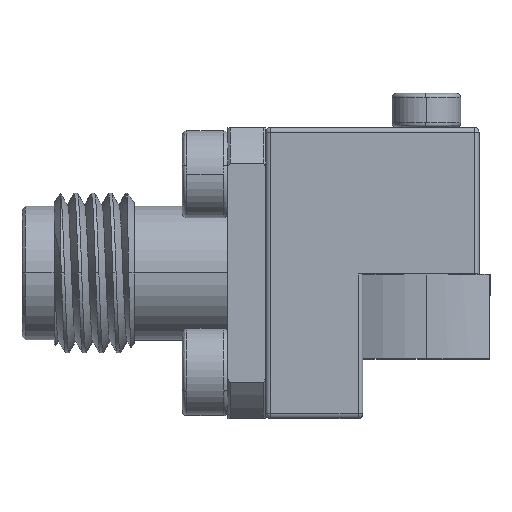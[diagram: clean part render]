
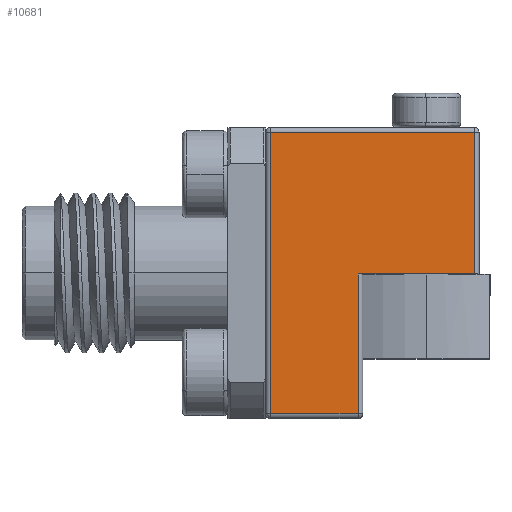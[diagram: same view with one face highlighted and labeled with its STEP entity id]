
A CAD part, top view. The second image highlights one B-rep face of the part: STEP entity #10681.
In plain terms, the highlighted planar face has unit normal (0, 0, 1).
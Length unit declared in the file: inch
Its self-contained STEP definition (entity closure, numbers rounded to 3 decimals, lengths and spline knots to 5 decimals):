
#147 = VERTEX_POINT ( 'NONE', #11224 ) ;
#414 = VECTOR ( 'NONE', #24967, 39.37008 ) ;
#570 = LINE ( 'NONE', #9301, #19841 ) ;
#1173 = VERTEX_POINT ( 'NONE', #25484 ) ;
#1366 = AXIS2_PLACEMENT_3D ( 'NONE', #14701, #25467, #5915 ) ;
#1380 = LINE ( 'NONE', #6256, #28460 ) ;
#1624 = DIRECTION ( 'NONE',  ( 0., 1., 0. ) ) ;
#1835 = DIRECTION ( 'NONE',  ( 1., 0., 0. ) ) ;
#2105 = CARTESIAN_POINT ( 'NONE',  ( 0.5287, 0.26824, 0.25 ) ) ;
#2350 = CARTESIAN_POINT ( 'NONE',  ( 0.32083, 0.02414, 0.25 ) ) ;
#2509 = DIRECTION ( 'NONE',  ( 1., 0., 0. ) ) ;
#5153 = CARTESIAN_POINT ( 'NONE',  ( 0.52083, 0.26824, 0.25 ) ) ;
#5775 = PLANE ( 'NONE',  #1366 ) ;
#5915 = DIRECTION ( 'NONE',  ( 0., -1., 0. ) ) ;
#6256 = CARTESIAN_POINT ( 'NONE',  ( 0.32083, 0.26824, 0.25 ) ) ;
#7124 = DIRECTION ( 'NONE',  ( -1., 0., 0. ) ) ;
#7204 = ORIENTED_EDGE ( 'NONE', *, *, #22415, .T. ) ;
#8300 = VERTEX_POINT ( 'NONE', #13837 ) ;
#8499 = CARTESIAN_POINT ( 'NONE',  ( 0.5287, 0.02414, 0.25 ) ) ;
#9070 = VECTOR ( 'NONE', #1835, 39.37008 ) ;
#9246 = EDGE_CURVE ( 'NONE', #8300, #18778, #570, .T. ) ;
#9301 = CARTESIAN_POINT ( 'NONE',  ( 0.5287, -0.21601, 0.25 ) ) ;
#9957 = VECTOR ( 'NONE', #1624, 39.37008 ) ;
#10681 = ADVANCED_FACE ( 'NONE', ( #26171 ), #5775, .T. ) ;
#10792 = CARTESIAN_POINT ( 'NONE',  ( 0.16965, 0.26824, 0.25 ) ) ;
#10829 = EDGE_CURVE ( 'NONE', #26032, #147, #24376, .T. ) ;
#11224 = CARTESIAN_POINT ( 'NONE',  ( 0.52083, 0.02414, 0.25 ) ) ;
#11228 = ORIENTED_EDGE ( 'NONE', *, *, #9246, .T. ) ;
#11249 = CARTESIAN_POINT ( 'NONE',  ( 0.5287, 0.02414, 0.25 ) ) ;
#12347 = EDGE_CURVE ( 'NONE', #29063, #1173, #22480, .T. ) ;
#12882 = LINE ( 'NONE', #10792, #14708 ) ;
#13183 = LINE ( 'NONE', #14983, #9957 ) ;
#13837 = CARTESIAN_POINT ( 'NONE',  ( 0.16965, -0.21601, 0.25 ) ) ;
#14117 = EDGE_CURVE ( 'NONE', #18778, #15304, #1380, .T. ) ;
#14701 = CARTESIAN_POINT ( 'NONE',  ( 0.5287, 0.26824, 0.25 ) ) ;
#14708 = VECTOR ( 'NONE', #17068, 39.37008 ) ;
#14921 = CARTESIAN_POINT ( 'NONE',  ( 0.32083, -0.21601, 0.25 ) ) ;
#14983 = CARTESIAN_POINT ( 'NONE',  ( 0.52083, 0.26824, 0.25 ) ) ;
#15150 = EDGE_CURVE ( 'NONE', #8300, #1173, #12882, .T. ) ;
#15304 = VERTEX_POINT ( 'NONE', #2350 ) ;
#15787 = LINE ( 'NONE', #8499, #9070 ) ;
#16060 = EDGE_CURVE ( 'NONE', #147, #29063, #13183, .T. ) ;
#16509 = CARTESIAN_POINT ( 'NONE',  ( 0.43815, 0.02414, 0.25 ) ) ;
#17068 = DIRECTION ( 'NONE',  ( 0., 1., 0. ) ) ;
#18778 = VERTEX_POINT ( 'NONE', #14921 ) ;
#19188 = ORIENTED_EDGE ( 'NONE', *, *, #12347, .T. ) ;
#19841 = VECTOR ( 'NONE', #2509, 39.37008 ) ;
#20090 = ORIENTED_EDGE ( 'NONE', *, *, #16060, .T. ) ;
#20177 = ORIENTED_EDGE ( 'NONE', *, *, #14117, .T. ) ;
#22001 = ORIENTED_EDGE ( 'NONE', *, *, #10829, .T. ) ;
#22415 = EDGE_CURVE ( 'NONE', #15304, #26032, #15787, .T. ) ;
#22480 = LINE ( 'NONE', #2105, #24599 ) ;
#24376 = LINE ( 'NONE', #11249, #414 ) ;
#24599 = VECTOR ( 'NONE', #7124, 39.37008 ) ;
#24967 = DIRECTION ( 'NONE',  ( 1., 0., 0. ) ) ;
#25467 = DIRECTION ( 'NONE',  ( 0., 0., 1. ) ) ;
#25484 = CARTESIAN_POINT ( 'NONE',  ( 0.16965, 0.26824, 0.25 ) ) ;
#26032 = VERTEX_POINT ( 'NONE', #16509 ) ;
#26171 = FACE_OUTER_BOUND ( 'NONE', #26181, .T. ) ;
#26181 = EDGE_LOOP ( 'NONE', ( #19188, #27711, #11228, #20177, #7204, #22001, #20090 ) ) ;
#27711 = ORIENTED_EDGE ( 'NONE', *, *, #15150, .F. ) ;
#28452 = DIRECTION ( 'NONE',  ( 0., 1., 0. ) ) ;
#28460 = VECTOR ( 'NONE', #28452, 39.37008 ) ;
#29063 = VERTEX_POINT ( 'NONE', #5153 ) ;
